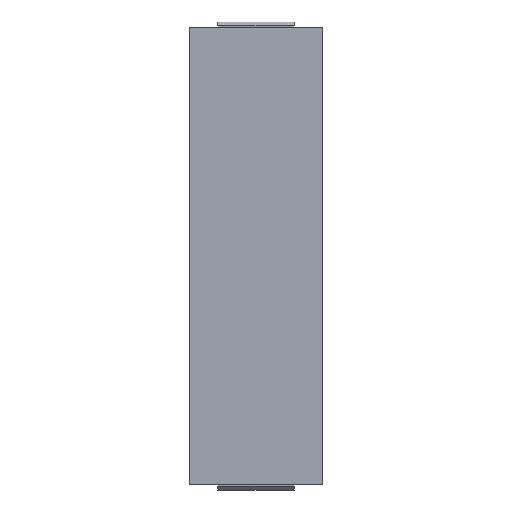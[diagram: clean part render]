
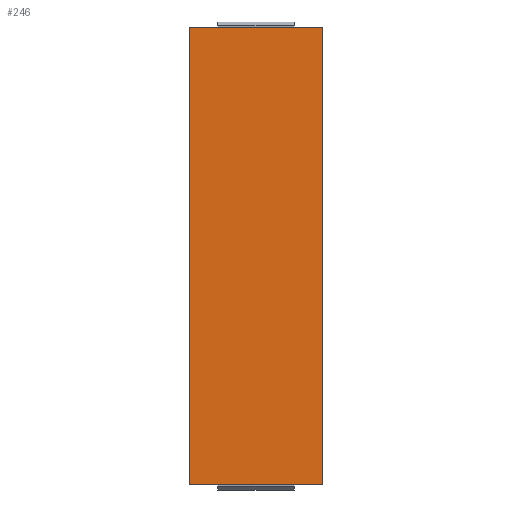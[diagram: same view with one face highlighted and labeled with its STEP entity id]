
A CAD part, top view. The second image highlights one B-rep face of the part: STEP entity #246.
In plain terms, the highlighted planar face has unit normal (0, 0, 1).
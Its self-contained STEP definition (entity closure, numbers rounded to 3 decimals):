
#238=AXIS2_PLACEMENT_3D('Plane Axis2P3D',#235,#236,#237) ;
#42=CARTESIAN_POINT('Vertex',(-5.288,18.163,0.668)) ;
#56=CARTESIAN_POINT('Vertex',(-5.288,-18.163,0.668)) ;
#59=CARTESIAN_POINT('Line Origine',(-5.288,0.,0.668)) ;
#87=CARTESIAN_POINT('Vertex',(5.288,-18.163,0.668)) ;
#90=CARTESIAN_POINT('Line Origine',(0.,-18.163,0.668)) ;
#152=CARTESIAN_POINT('Vertex',(5.288,18.163,0.668)) ;
#155=CARTESIAN_POINT('Line Origine',(5.288,0.,0.668)) ;
#177=CARTESIAN_POINT('Line Origine',(0.,18.163,0.668)) ;
#235=CARTESIAN_POINT('Axis2P3D Location',(0.,0.,0.668)) ;
#60=DIRECTION('Vector Direction',(0.,-1.,0.)) ;
#91=DIRECTION('Vector Direction',(-1.,0.,0.)) ;
#156=DIRECTION('Vector Direction',(0.,1.,0.)) ;
#178=DIRECTION('Vector Direction',(1.,0.,0.)) ;
#236=DIRECTION('Axis2P3D Direction',(0.,0.,1.)) ;
#237=DIRECTION('Axis2P3D XDirection',(1.,0.,0.)) ;
#61=VECTOR('Line Direction',#60,1.) ;
#92=VECTOR('Line Direction',#91,1.) ;
#157=VECTOR('Line Direction',#156,1.) ;
#179=VECTOR('Line Direction',#178,1.) ;
#241=ORIENTED_EDGE('',*,*,#63,.T.) ;
#242=ORIENTED_EDGE('',*,*,#94,.T.) ;
#243=ORIENTED_EDGE('',*,*,#159,.T.) ;
#244=ORIENTED_EDGE('',*,*,#181,.T.) ;
#246=ADVANCED_FACE('Corps principal',(#245),#239,.T.) ;
#63=EDGE_CURVE('',#43,#57,#62,.T.) ;
#94=EDGE_CURVE('',#57,#88,#93,.F.) ;
#159=EDGE_CURVE('',#88,#153,#158,.T.) ;
#181=EDGE_CURVE('',#153,#43,#180,.F.) ;
#240=EDGE_LOOP('',(#241,#242,#243,#244)) ;
#245=FACE_OUTER_BOUND('',#240,.T.) ;
#62=LINE('Line',#59,#61) ;
#93=LINE('Line',#90,#92) ;
#158=LINE('Line',#155,#157) ;
#180=LINE('Line',#177,#179) ;
#239=PLANE('',#238) ;
#43=VERTEX_POINT('',#42) ;
#57=VERTEX_POINT('',#56) ;
#88=VERTEX_POINT('',#87) ;
#153=VERTEX_POINT('',#152) ;
